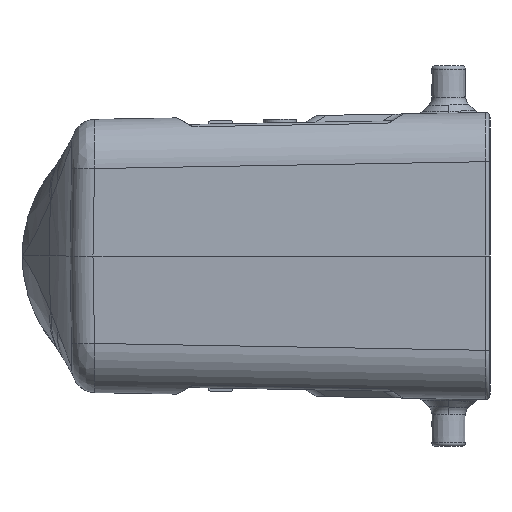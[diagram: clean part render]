
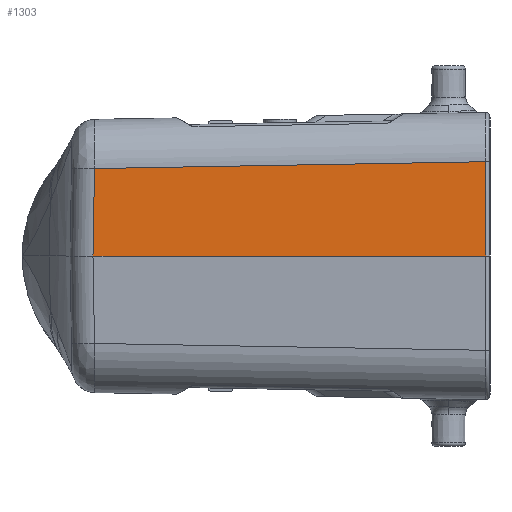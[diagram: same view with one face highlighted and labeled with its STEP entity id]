
A CAD part, left-side view. The second image highlights one B-rep face of the part: STEP entity #1303.
In plain terms, the highlighted planar face has unit normal (-1, 0.018, 0.017).
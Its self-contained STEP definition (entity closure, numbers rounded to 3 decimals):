
#1303=ADVANCED_FACE('',(#1904),#1569,.T.);
#1569=PLANE('',#8095);
#1904=FACE_OUTER_BOUND('',#2366,.T.);
#2366=EDGE_LOOP('',(#4179,#4180,#4181,#4182));
#4179=ORIENTED_EDGE('',*,*,#6179,.F.);
#4180=ORIENTED_EDGE('',*,*,#6180,.F.);
#4181=ORIENTED_EDGE('',*,*,#6181,.T.);
#4182=ORIENTED_EDGE('',*,*,#6178,.T.);
#5222=VERTEX_POINT('',#14687);
#5225=VERTEX_POINT('',#14692);
#5226=VERTEX_POINT('',#14696);
#5227=VERTEX_POINT('',#14698);
#6178=EDGE_CURVE('',#5222,#5225,#6885,.T.);
#6179=EDGE_CURVE('',#5226,#5225,#6886,.T.);
#6180=EDGE_CURVE('',#5227,#5226,#6887,.T.);
#6181=EDGE_CURVE('',#5227,#5222,#6888,.T.);
#6885=LINE('',#14693,#7501);
#6886=LINE('',#14695,#7502);
#6887=LINE('',#14697,#7503);
#6888=LINE('',#14699,#7504);
#7501=VECTOR('',#9781,1.);
#7502=VECTOR('',#9784,1.);
#7503=VECTOR('',#9785,1.);
#7504=VECTOR('',#9786,1.);
#8095=AXIS2_PLACEMENT_3D('',#14700,#9787,#9788);
#9781=DIRECTION('',(0.017,0.,1.));
#9784=DIRECTION('',(-0.017,-1.,0.017));
#9785=DIRECTION('',(0.017,-0.017,1.));
#9786=DIRECTION('',(-0.017,-1.,0.));
#9787=DIRECTION('',(-1.,0.017,0.017));
#9788=DIRECTION('',(-0.017,0.,-1.));
#14687=CARTESIAN_POINT('',(-46.739,70.609,0.));
#14692=CARTESIAN_POINT('',(-46.493,70.609,14.121));
#14693=CARTESIAN_POINT('',(-46.322,70.609,23.912));
#14695=CARTESIAN_POINT('',(-46.507,69.809,14.135));
#14696=CARTESIAN_POINT('',(-45.487,129.233,13.098));
#14697=CARTESIAN_POINT('',(-45.713,129.463,-0.078));
#14698=CARTESIAN_POINT('',(-45.712,129.462,0.));
#14699=CARTESIAN_POINT('',(-45.712,129.462,0.));
#14700=CARTESIAN_POINT('',(-46.333,70.,23.912));
